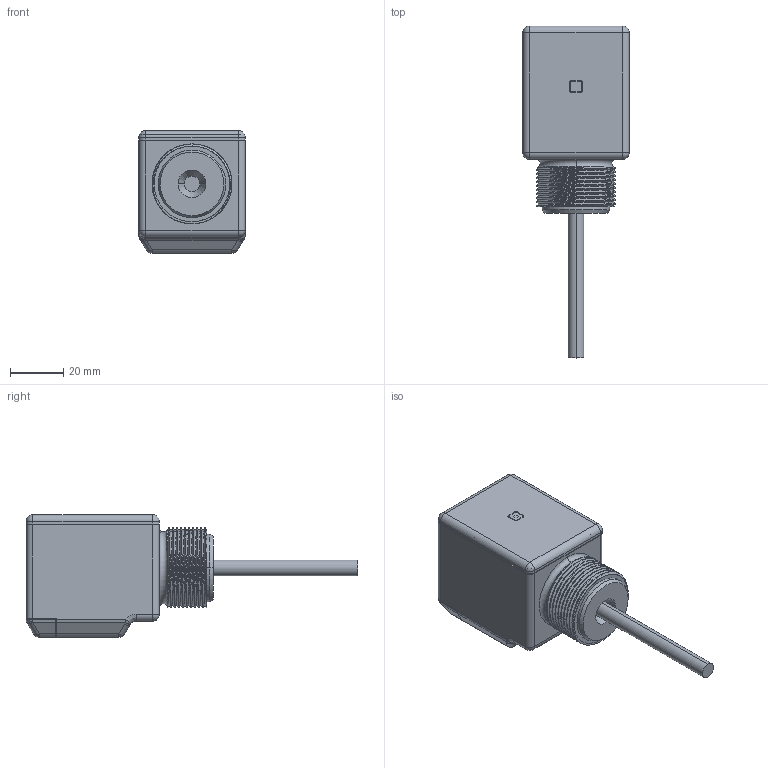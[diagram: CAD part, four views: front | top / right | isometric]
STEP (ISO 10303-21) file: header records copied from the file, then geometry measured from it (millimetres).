
FILE_DESCRIPTION((''),'2;1');
FILE_NAME('156731_ASM','2015-11-06T',('pdmadmin'),(''),'PRO/ENGINEER BY PARAMETRIC TECHNOLOGY CORPORATION, 2013230','PRO/ENGINEER BY PARAMETRIC TECHNOLOGY CORPORATION, 2013230','');
FILE_SCHEMA(('CONFIG_CONTROL_DESIGN'));
Length unit declared in the file: inch
Products named in the file (13): 32190_AF0; 32191; 32192; 70026; 31786_AF0; 31783_AF0; 117375; 31787_AF0; 31806_AF0; 37038_ASM; 09461; 69966; 156731_ASM
Assembly tree (13 placements, depth 3):
  156731_ASM
    32190_AF0
    32191  x2
    32192
    70026
    37038_ASM
      31786_AF0
      31783_AF0
      117375
      31787_AF0
      31806_AF0
    09461
    69966
Bounding box: 39.98 x 124.61 x 46.08 mm (x, y, z)
Volume: 35197.7 mm3; surface area: 48282 mm2
Topology: 12 solids, 13 shells, 707 faces, 1819 edges, 1162 vertices
Faces by surface type: plane 386, cylinder 221, cone 34, sphere 28, bspline 24, torus 14
Entity records: 25326 total; most frequent: CARTESIAN_POINT 8605, ORIENTED_EDGE 3442, DIRECTION 3407, EDGE_CURVE 1723, AXIS2_PLACEMENT_3D 1164, VERTEX_POINT 1109, VECTOR 1079, LINE 1079
